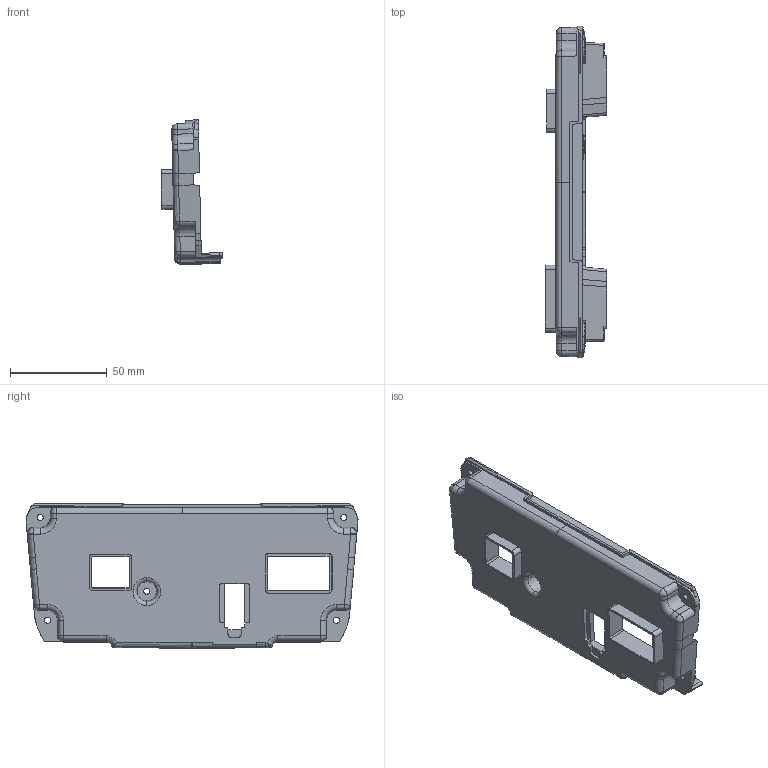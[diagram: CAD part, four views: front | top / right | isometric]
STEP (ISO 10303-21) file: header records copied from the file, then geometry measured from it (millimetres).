
FILE_DESCRIPTION (( 'STEP AP214' ), '1' );
FILE_NAME ('back panel.STEP', '2023-12-05T11:03:55', ( '' ), ( '' ), 'SwSTEP 2.0', 'SolidWorks 2018', '' );
FILE_SCHEMA (( 'AUTOMOTIVE_DESIGN' ));
Length unit declared in the file: millimetre
Products named in the file (1): back panel
Bounding box: 31.98 x 171.34 x 74.45 mm (x, y, z)
Volume: 37751 mm3; surface area: 41435.2 mm2
Topology: 1 solids, 1 shells, 581 faces, 1591 edges, 1022 vertices
Faces by surface type: plane 296, cylinder 148, bspline 86, sphere 20, cone 20, torus 11
Entity records: 23666 total; most frequent: CARTESIAN_POINT 9985, ORIENTED_EDGE 3160, DIRECTION 2419, EDGE_CURVE 1580, VERTEX_POINT 1021, VECTOR 863, LINE 863, AXIS2_PLACEMENT_3D 778
